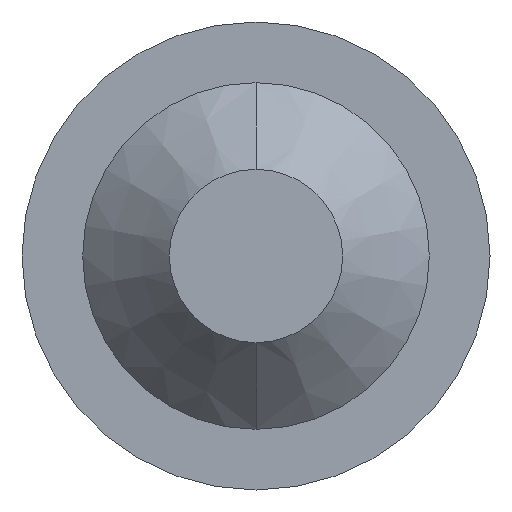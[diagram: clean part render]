
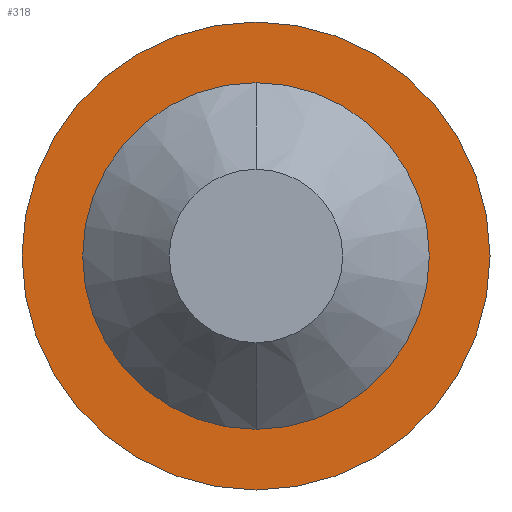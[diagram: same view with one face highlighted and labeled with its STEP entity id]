
A CAD part, front view. The second image highlights one B-rep face of the part: STEP entity #318.
In plain terms, the highlighted planar face has unit normal (0, -1, 0).
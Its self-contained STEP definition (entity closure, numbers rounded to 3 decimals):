
#7 = EDGE_CURVE ( 'NONE', #416, #219, #399, .T. ) ;
#20 = FACE_BOUND ( 'NONE', #346, .T. ) ;
#28 = DIRECTION ( 'NONE',  ( 0., 1., 0. ) ) ;
#34 = VERTEX_POINT ( 'NONE', #534 ) ;
#43 = DIRECTION ( 'NONE',  ( 0., 0., 1. ) ) ;
#51 = CARTESIAN_POINT ( 'NONE',  ( 0., 0., 0. ) ) ;
#64 = CARTESIAN_POINT ( 'NONE',  ( 0., 0., 0. ) ) ;
#105 = DIRECTION ( 'NONE',  ( 0., 1., 0. ) ) ;
#106 = AXIS2_PLACEMENT_3D ( 'NONE', #51, #415, #377 ) ;
#110 = EDGE_LOOP ( 'NONE', ( #339, #402 ) ) ;
#140 = DIRECTION ( 'NONE',  ( 0., 0., 1. ) ) ;
#157 = EDGE_CURVE ( 'NONE', #255, #34, #559, .T. ) ;
#163 = ORIENTED_EDGE ( 'NONE', *, *, #201, .T. ) ;
#168 = CIRCLE ( 'NONE', #576, 1. ) ;
#201 = EDGE_CURVE ( 'NONE', #219, #416, #168, .T. ) ;
#219 = VERTEX_POINT ( 'NONE', #545 ) ;
#247 = DIRECTION ( 'NONE',  ( 0., 0., 1. ) ) ;
#254 = CARTESIAN_POINT ( 'NONE',  ( 0., 0., 0. ) ) ;
#255 = VERTEX_POINT ( 'NONE', #420 ) ;
#318 = ADVANCED_FACE ( 'NONE', ( #20, #433 ), #475, .F. ) ;
#319 = CARTESIAN_POINT ( 'NONE',  ( 0., 0., 0. ) ) ;
#326 = AXIS2_PLACEMENT_3D ( 'NONE', #64, #28, #387 ) ;
#329 = EDGE_CURVE ( 'NONE', #34, #255, #552, .T. ) ;
#335 = ORIENTED_EDGE ( 'NONE', *, *, #7, .T. ) ;
#339 = ORIENTED_EDGE ( 'NONE', *, *, #329, .F. ) ;
#346 = EDGE_LOOP ( 'NONE', ( #335, #163 ) ) ;
#349 = AXIS2_PLACEMENT_3D ( 'NONE', #254, #517, #247 ) ;
#377 = DIRECTION ( 'NONE',  ( 0., 0., 1. ) ) ;
#387 = DIRECTION ( 'NONE',  ( 0., 0., 1. ) ) ;
#399 = CIRCLE ( 'NONE', #570, 1. ) ;
#402 = ORIENTED_EDGE ( 'NONE', *, *, #157, .F. ) ;
#415 = DIRECTION ( 'NONE',  ( 0., 1., 0. ) ) ;
#416 = VERTEX_POINT ( 'NONE', #471 ) ;
#420 = CARTESIAN_POINT ( 'NONE',  ( 0., 0., 1.35 ) ) ;
#433 = FACE_OUTER_BOUND ( 'NONE', #110, .T. ) ;
#456 = DIRECTION ( 'NONE',  ( 0., 1., 0. ) ) ;
#471 = CARTESIAN_POINT ( 'NONE',  ( 0., 0., 1. ) ) ;
#475 = PLANE ( 'NONE',  #326 ) ;
#517 = DIRECTION ( 'NONE',  ( 0., 1., 0. ) ) ;
#534 = CARTESIAN_POINT ( 'NONE',  ( 0., 0., -1.35 ) ) ;
#545 = CARTESIAN_POINT ( 'NONE',  ( 0., 0., -1. ) ) ;
#552 = CIRCLE ( 'NONE', #349, 1.35 ) ;
#559 = CIRCLE ( 'NONE', #106, 1.35 ) ;
#570 = AXIS2_PLACEMENT_3D ( 'NONE', #580, #456, #43 ) ;
#576 = AXIS2_PLACEMENT_3D ( 'NONE', #319, #105, #140 ) ;
#580 = CARTESIAN_POINT ( 'NONE',  ( 0., 0., 0. ) ) ;
